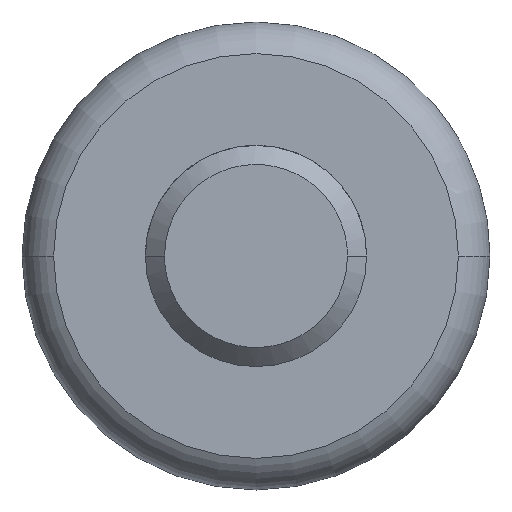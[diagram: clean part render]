
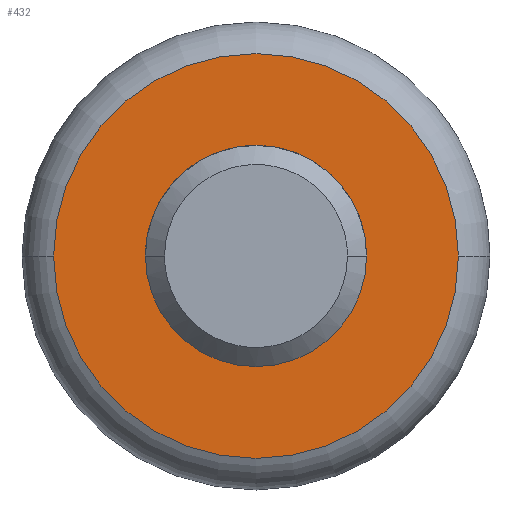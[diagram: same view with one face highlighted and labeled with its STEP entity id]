
A CAD part, front view. The second image highlights one B-rep face of the part: STEP entity #432.
In plain terms, the highlighted planar face has unit normal (0, -1, 0).
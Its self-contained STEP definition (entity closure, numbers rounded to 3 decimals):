
#19 = DIRECTION ( 'NONE',  ( 1., 0., 0. ) ) ;
#20 = CIRCLE ( 'NONE', #988, 2.378 ) ;
#44 = CARTESIAN_POINT ( 'NONE',  ( 0., 0., 0. ) ) ;
#73 = CARTESIAN_POINT ( 'NONE',  ( 0.17, 0., 1.3 ) ) ;
#131 = VERTEX_POINT ( 'NONE', #139 ) ;
#138 = CARTESIAN_POINT ( 'NONE',  ( -0.799, 0., 1.04 ) ) ;
#139 = CARTESIAN_POINT ( 'NONE',  ( 1.3, 0., 0. ) ) ;
#143 = CARTESIAN_POINT ( 'NONE',  ( 1.04, 0., 0.799 ) ) ;
#149 = CARTESIAN_POINT ( 'NONE',  ( 2.378, 0., 0. ) ) ;
#210 = DIRECTION ( 'NONE',  ( 0., 1., 0. ) ) ;
#213 = DIRECTION ( 'NONE',  ( 0., 0., -1. ) ) ;
#259 = AXIS2_PLACEMENT_3D ( 'NONE', #44, #994, #753 ) ;
#278 = FACE_BOUND ( 'NONE', #509, .T. ) ;
#298 = FACE_OUTER_BOUND ( 'NONE', #595, .T. ) ;
#374 = CARTESIAN_POINT ( 'NONE',  ( 0., 0., 0. ) ) ;
#376 = EDGE_CURVE ( 'NONE', #722, #906, #20, .T. ) ;
#402 = CARTESIAN_POINT ( 'NONE',  ( 1.3, 0., 0. ) ) ;
#416 = ORIENTED_EDGE ( 'NONE', *, *, #864, .F. ) ;
#432 = ADVANCED_FACE ( 'NONE', ( #278, #298 ), #909, .T. ) ;
#434 = VERTEX_POINT ( 'NONE', #853 ) ;
#442 = EDGE_CURVE ( 'NONE', #434, #131, #1007, .T. ) ;
#461 = DIRECTION ( 'NONE',  ( 0., -1., 0. ) ) ;
#468 = CARTESIAN_POINT ( 'NONE',  ( 1.136, 0., 0.655 ) ) ;
#472 = CARTESIAN_POINT ( 'NONE',  ( -1.3, 0., 0. ) ) ;
#509 = EDGE_LOOP ( 'NONE', ( #416, #564 ) ) ;
#564 = ORIENTED_EDGE ( 'NONE', *, *, #442, .F. ) ;
#583 = CARTESIAN_POINT ( 'NONE',  ( -2.378, 0., 0. ) ) ;
#592 = AXIS2_PLACEMENT_3D ( 'NONE', #754, #926, #213 ) ;
#595 = EDGE_LOOP ( 'NONE', ( #733, #739 ) ) ;
#611 = DIRECTION ( 'NONE',  ( 1., 0., 0. ) ) ;
#618 = CARTESIAN_POINT ( 'NONE',  ( 0.34, 0., 1.266 ) ) ;
#628 = CARTESIAN_POINT ( 'NONE',  ( -1.04, 0., 0.799 ) ) ;
#686 = CARTESIAN_POINT ( 'NONE',  ( 0., 0., 0. ) ) ;
#700 = CARTESIAN_POINT ( 'NONE',  ( -1.136, 0., 0.655 ) ) ;
#717 = CARTESIAN_POINT ( 'NONE',  ( 1.3, 0., 0.17 ) ) ;
#720 = AXIS2_PLACEMENT_3D ( 'NONE', #374, #461, #19 ) ;
#722 = VERTEX_POINT ( 'NONE', #583 ) ;
#733 = ORIENTED_EDGE ( 'NONE', *, *, #773, .F. ) ;
#739 = ORIENTED_EDGE ( 'NONE', *, *, #376, .F. ) ;
#753 = DIRECTION ( 'NONE',  ( 1., 0., 0. ) ) ;
#754 = CARTESIAN_POINT ( 'NONE',  ( 0., 0., 0. ) ) ;
#773 = EDGE_CURVE ( 'NONE', #906, #722, #1041, .T. ) ;
#776 = CARTESIAN_POINT ( 'NONE',  ( -0.655, 0., 1.136 ) ) ;
#789 = CARTESIAN_POINT ( 'NONE',  ( -0.34, 0., 1.266 ) ) ;
#853 = CARTESIAN_POINT ( 'NONE',  ( -1.3, 0., 0. ) ) ;
#855 = CARTESIAN_POINT ( 'NONE',  ( -0.17, 0., 1.3 ) ) ;
#864 = EDGE_CURVE ( 'NONE', #131, #434, #961, .T. ) ;
#867 = CARTESIAN_POINT ( 'NONE',  ( 1.266, 0., 0.34 ) ) ;
#906 = VERTEX_POINT ( 'NONE', #149 ) ;
#909 = PLANE ( 'NONE',  #592 ) ;
#926 = DIRECTION ( 'NONE',  ( 0., -1., 0. ) ) ;
#935 = CARTESIAN_POINT ( 'NONE',  ( 0.799, 0., 1.04 ) ) ;
#961 = B_SPLINE_CURVE_WITH_KNOTS ( 'NONE', 3,
 ( #402, #717, #867, #468, #143, #935, #1032, #618, #73, #855, #789, #776, #138, #628, #700, #1036, #1016, #472 ),
 .UNSPECIFIED., .F., .F.,
 ( 4, 2, 2, 2, 2, 2, 2, 2, 4 ),
 ( 0., 0.125, 0.25, 0.375, 0.5, 0.625, 0.75, 0.875, 1. ),
 .UNSPECIFIED. ) ;
#988 = AXIS2_PLACEMENT_3D ( 'NONE', #686, #210, #611 ) ;
#994 = DIRECTION ( 'NONE',  ( 0., 1., 0. ) ) ;
#1007 = CIRCLE ( 'NONE', #720, 1.3 ) ;
#1016 = CARTESIAN_POINT ( 'NONE',  ( -1.3, 0., 0.17 ) ) ;
#1032 = CARTESIAN_POINT ( 'NONE',  ( 0.655, 0., 1.136 ) ) ;
#1036 = CARTESIAN_POINT ( 'NONE',  ( -1.266, 0., 0.34 ) ) ;
#1041 = CIRCLE ( 'NONE', #259, 2.378 ) ;
